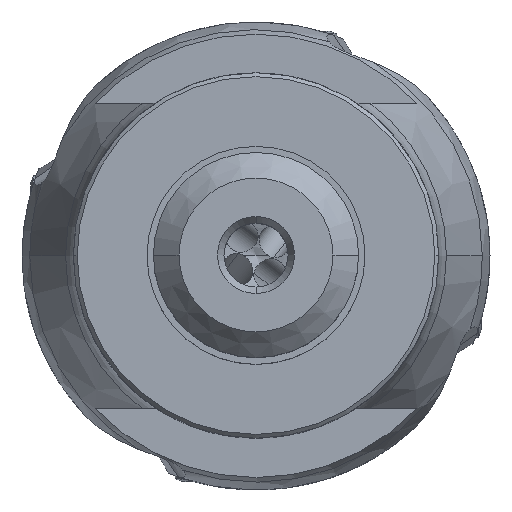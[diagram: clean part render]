
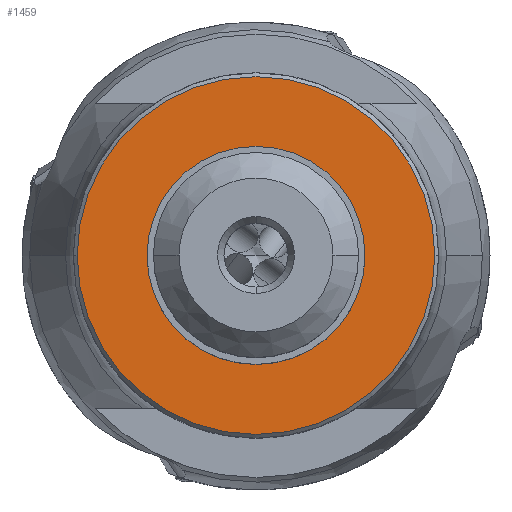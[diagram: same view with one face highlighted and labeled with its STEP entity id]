
A CAD part, top view. The second image highlights one B-rep face of the part: STEP entity #1459.
In plain terms, the highlighted planar face has unit normal (0, 0, 1).
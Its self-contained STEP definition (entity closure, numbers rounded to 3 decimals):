
#231=FACE_BOUND('',#2552,.T.);
#232=FACE_BOUND('',#2553,.T.);
#326=PLANE('',#8999);
#1459=ADVANCED_FACE('',(#231,#232),#326,.T.);
#2552=EDGE_LOOP('',(#4522,#4523,#4524,#4525));
#2553=EDGE_LOOP('',(#4526,#4527));
#2958=CIRCLE('',#8990,8.5);
#2960=CIRCLE('',#8993,8.5);
#2961=CIRCLE('',#8995,13.95);
#2962=CIRCLE('',#8996,13.95);
#2963=CIRCLE('',#8997,13.95);
#2964=CIRCLE('',#8998,13.95);
#4522=ORIENTED_EDGE('',*,*,#7473,.F.);
#4523=ORIENTED_EDGE('',*,*,#7474,.F.);
#4524=ORIENTED_EDGE('',*,*,#7475,.F.);
#4525=ORIENTED_EDGE('',*,*,#7476,.F.);
#4526=ORIENTED_EDGE('',*,*,#7470,.F.);
#4527=ORIENTED_EDGE('',*,*,#7472,.F.);
#6403=VERTEX_POINT('',#17809);
#6404=VERTEX_POINT('',#17811);
#6405=VERTEX_POINT('',#17817);
#6406=VERTEX_POINT('',#17818);
#6407=VERTEX_POINT('',#17820);
#6408=VERTEX_POINT('',#17822);
#7470=EDGE_CURVE('',#6403,#6404,#2958,.T.);
#7472=EDGE_CURVE('',#6404,#6403,#2960,.T.);
#7473=EDGE_CURVE('',#6405,#6406,#2961,.T.);
#7474=EDGE_CURVE('',#6407,#6405,#2962,.T.);
#7475=EDGE_CURVE('',#6408,#6407,#2963,.T.);
#7476=EDGE_CURVE('',#6406,#6408,#2964,.T.);
#8990=AXIS2_PLACEMENT_3D('',#17810,#10583,#10584);
#8993=AXIS2_PLACEMENT_3D('',#17814,#10589,#10590);
#8995=AXIS2_PLACEMENT_3D('',#17816,#10593,#10594);
#8996=AXIS2_PLACEMENT_3D('',#17819,#10595,#10596);
#8997=AXIS2_PLACEMENT_3D('',#17821,#10597,#10598);
#8998=AXIS2_PLACEMENT_3D('',#17823,#10599,#10600);
#8999=AXIS2_PLACEMENT_3D('',#17824,#10601,#10602);
#10583=DIRECTION('',(0.,0.,1.));
#10584=DIRECTION('',(1.,0.,0.));
#10589=DIRECTION('',(0.,0.,1.));
#10590=DIRECTION('',(-1.,0.,0.));
#10593=DIRECTION('',(0.,0.,-1.));
#10594=DIRECTION('',(0.,1.,0.));
#10595=DIRECTION('',(0.,0.,-1.));
#10596=DIRECTION('',(-1.,0.,0.));
#10597=DIRECTION('',(0.,0.,-1.));
#10598=DIRECTION('',(0.,-1.,0.));
#10599=DIRECTION('',(0.,0.,-1.));
#10600=DIRECTION('',(1.,0.,0.));
#10601=DIRECTION('',(0.,0.,1.));
#10602=DIRECTION('',(-1.,0.,0.));
#17809=CARTESIAN_POINT('',(8.5,0.,0.));
#17810=CARTESIAN_POINT('',(0.,0.,0.));
#17811=CARTESIAN_POINT('',(-8.5,0.,0.));
#17814=CARTESIAN_POINT('',(0.,0.,0.));
#17816=CARTESIAN_POINT('',(0.,0.,0.));
#17817=CARTESIAN_POINT('',(0.,13.95,0.));
#17818=CARTESIAN_POINT('',(13.95,0.,0.));
#17819=CARTESIAN_POINT('',(0.,0.,0.));
#17820=CARTESIAN_POINT('',(-13.95,0.,0.));
#17821=CARTESIAN_POINT('',(0.,0.,0.));
#17822=CARTESIAN_POINT('',(0.,-13.95,0.));
#17823=CARTESIAN_POINT('',(0.,0.,0.));
#17824=CARTESIAN_POINT('',(0.,0.001,0.));
